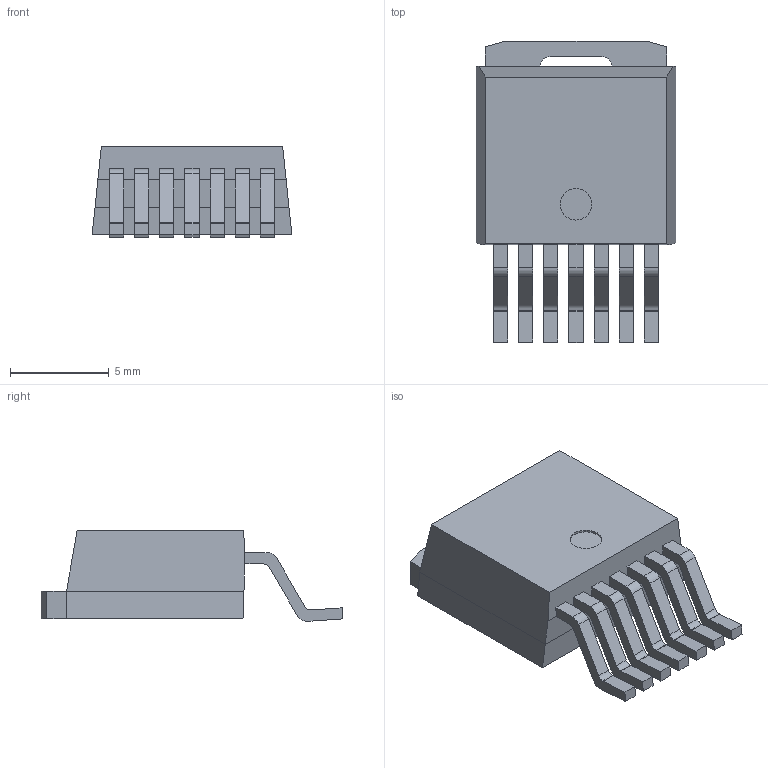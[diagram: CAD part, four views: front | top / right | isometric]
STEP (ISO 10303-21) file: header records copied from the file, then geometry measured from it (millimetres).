
FILE_DESCRIPTION (( 'STEP AP214' ), '1' );
FILE_NAME ('IRFS7530TRL7PP.STEP', '2024-10-11T02:19:29', ( '' ), ( '' ), 'SwSTEP 2.0', 'SolidWorks 2023', '' );
FILE_SCHEMA (( 'AUTOMOTIVE_DESIGN' ));
Length unit declared in the file: millimetre
Products named in the file (5): PG-TO263-7-900_GULLWING; PG-TO263-7-900_LOWER_MOLD; PG-TO263-7-900_HEATSINK; PG-TO263-7-900_UPPER_MOLD; IRFS7530TRL7PP
Assembly tree (10 placements, depth 2):
  IRFS7530TRL7PP
    PG-TO263-7-900_LOWER_MOLD
    PG-TO263-7-900_UPPER_MOLD
    PG-TO263-7-900_HEATSINK
    PG-TO263-7-900_GULLWING  x7
Bounding box: 10.1 x 15.24 x 4.57 mm (x, y, z)
Volume: 405.8 mm3; surface area: 719.2 mm2
Topology: 10 solids, 10 shells, 149 faces, 384 edges, 256 vertices
Faces by surface type: plane 109, cylinder 40
Entity records: 2355 total; most frequent: CARTESIAN_POINT 286, DIRECTION 284, ORIENTED_EDGE 264, EDGE_CURVE 132, VECTOR 112, LINE 112, VERTEX_POINT 88, AXIS2_PLACEMENT_3D 86
